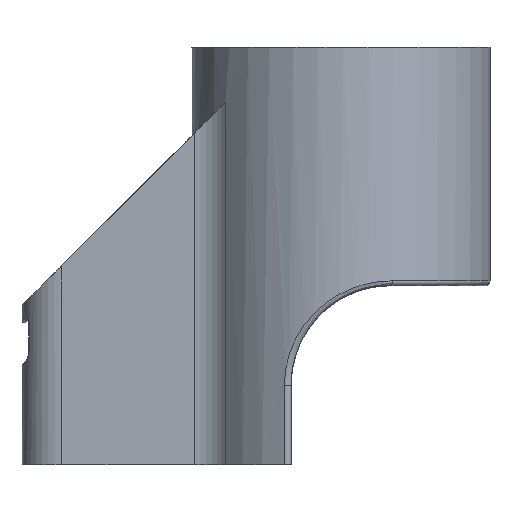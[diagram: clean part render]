
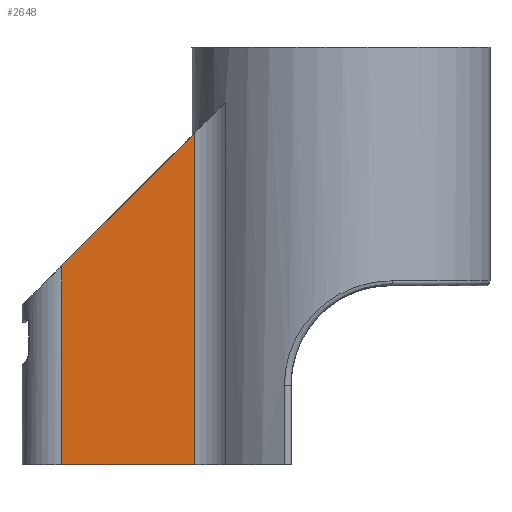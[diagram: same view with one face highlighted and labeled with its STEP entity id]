
A CAD part, front view. The second image highlights one B-rep face of the part: STEP entity #2648.
In plain terms, the highlighted planar face has unit normal (0, -1, 0).
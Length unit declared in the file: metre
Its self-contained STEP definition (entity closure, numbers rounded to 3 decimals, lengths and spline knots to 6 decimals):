
#64=PLANE('',#2920);
#596=ORIENTED_EDGE('',*,*,#1341,.F.);
#597=ORIENTED_EDGE('',*,*,#1195,.T.);
#598=ORIENTED_EDGE('',*,*,#1331,.T.);
#599=ORIENTED_EDGE('',*,*,#1342,.F.);
#1195=EDGE_CURVE('',#1591,#1590,#1816,.T.);
#1331=EDGE_CURVE('',#1590,#1701,#1876,.T.);
#1341=EDGE_CURVE('',#1591,#1705,#1882,.T.);
#1342=EDGE_CURVE('',#1705,#1701,#1883,.T.);
#1590=VERTEX_POINT('',#4222);
#1591=VERTEX_POINT('',#4224);
#1701=VERTEX_POINT('',#4583);
#1705=VERTEX_POINT('',#4603);
#1816=LINE('',#4223,#1978);
#1876=LINE('',#4584,#2038);
#1882=LINE('',#4602,#2044);
#1883=LINE('',#4604,#2045);
#1978=VECTOR('',#3214,1.);
#2038=VECTOR('',#3442,1.);
#2044=VECTOR('',#3466,1.);
#2045=VECTOR('',#3467,1.);
#2166=EDGE_LOOP('',(#596,#597,#598,#599));
#2384=FACE_BOUND('',#2166,.T.);
#2648=ADVANCED_FACE('',(#2384),#64,.F.);
#2920=AXIS2_PLACEMENT_3D('',#4601,#3464,#3465);
#3214=DIRECTION('',(0.,0.,-1.));
#3442=DIRECTION('',(1.,0.,0.));
#3464=DIRECTION('',(0.,1.,0.));
#3465=DIRECTION('',(0.,0.,1.));
#3466=DIRECTION('',(0.707,0.,0.707));
#3467=DIRECTION('',(0.,0.,-1.));
#4222=CARTESIAN_POINT('',(-0.140407,-0.04,0.008));
#4223=CARTESIAN_POINT('',(-0.140407,-0.04,0.19026));
#4224=CARTESIAN_POINT('',(-0.140407,-0.04,0.108));
#4583=CARTESIAN_POINT('',(-0.073655,-0.04,0.008));
#4584=CARTESIAN_POINT('',(-0.111925,-0.04,0.008));
#4601=CARTESIAN_POINT('',(-0.111925,-0.04,0.19026));
#4602=CARTESIAN_POINT('',(-0.085036,-0.04,0.163371));
#4603=CARTESIAN_POINT('',(-0.073655,-0.04,0.174752));
#4604=CARTESIAN_POINT('',(-0.073655,-0.04,0.19026));
